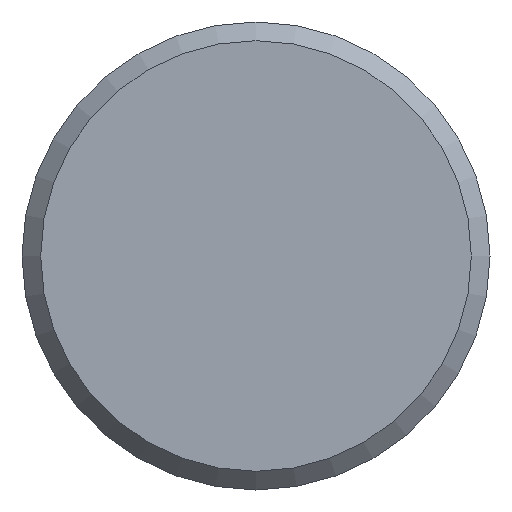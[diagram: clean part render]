
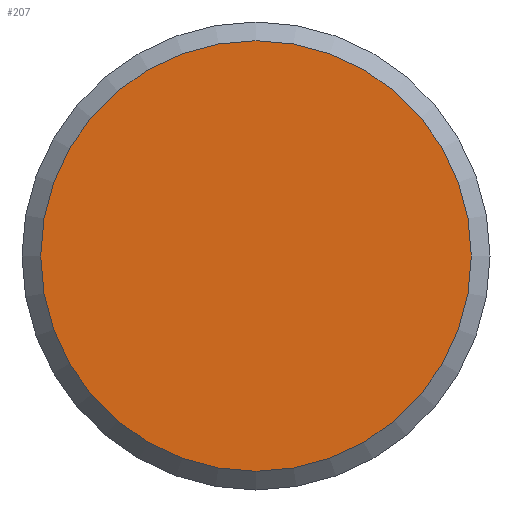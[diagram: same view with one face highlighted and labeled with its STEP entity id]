
A CAD part, front view. The second image highlights one B-rep face of the part: STEP entity #207.
In plain terms, the highlighted planar face has unit normal (0, -1, 0).
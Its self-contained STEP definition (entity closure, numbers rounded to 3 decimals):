
#66 = CONICAL_SURFACE('',#67,12.5,0.785);
#67 = AXIS2_PLACEMENT_3D('',#68,#69,#70);
#68 = CARTESIAN_POINT('',(0.,-67.,22.5));
#69 = DIRECTION('',(0.,1.,0.));
#70 = DIRECTION('',(1.,0.,0.));
#114 = VERTEX_POINT('',#115);
#115 = CARTESIAN_POINT('',(11.5,-68.,22.5));
#138 = EDGE_CURVE('',#114,#114,#139,.T.);
#139 = SURFACE_CURVE('',#140,(#145,#152),.PCURVE_S1.);
#140 = CIRCLE('',#141,11.5);
#141 = AXIS2_PLACEMENT_3D('',#142,#143,#144);
#142 = CARTESIAN_POINT('',(0.,-68.,22.5));
#143 = DIRECTION('',(0.,-1.,0.));
#144 = DIRECTION('',(1.,0.,0.));
#145 = PCURVE('',#66,#146);
#146 = DEFINITIONAL_REPRESENTATION('',(#147),#151);
#147 = LINE('',#148,#149);
#148 = CARTESIAN_POINT('',(-0.,-1.));
#149 = VECTOR('',#150,1.);
#150 = DIRECTION('',(-1.,-0.));
#151 = ( GEOMETRIC_REPRESENTATION_CONTEXT(2) 
PARAMETRIC_REPRESENTATION_CONTEXT() REPRESENTATION_CONTEXT('2D SPACE',''
  ) );
#152 = PCURVE('',#153,#158);
#153 = PLANE('',#154);
#154 = AXIS2_PLACEMENT_3D('',#155,#156,#157);
#155 = CARTESIAN_POINT('',(0.,-68.,22.5));
#156 = DIRECTION('',(0.,1.,0.));
#157 = DIRECTION('',(0.,0.,1.));
#158 = DEFINITIONAL_REPRESENTATION('',(#159),#167);
#159 = ( BOUNDED_CURVE() B_SPLINE_CURVE(2,(#160,#161,#162,#163,#164,#165
,#166),.UNSPECIFIED.,.T.,.F.) B_SPLINE_CURVE_WITH_KNOTS((1,2,2,2,2,1),(
    -2.094,0.,2.094,4.189,6.283,
8.378),.UNSPECIFIED.) CURVE() GEOMETRIC_REPRESENTATION_ITEM() 
RATIONAL_B_SPLINE_CURVE((1.,0.5,1.,0.5,1.,0.5,1.)) REPRESENTATION_ITEM(
  '') );
#160 = CARTESIAN_POINT('',(0.,11.5));
#161 = CARTESIAN_POINT('',(19.919,11.5));
#162 = CARTESIAN_POINT('',(9.959,-5.75));
#163 = CARTESIAN_POINT('',(0.,-23.));
#164 = CARTESIAN_POINT('',(-9.959,-5.75));
#165 = CARTESIAN_POINT('',(-19.919,11.5));
#166 = CARTESIAN_POINT('',(0.,11.5));
#167 = ( GEOMETRIC_REPRESENTATION_CONTEXT(2) 
PARAMETRIC_REPRESENTATION_CONTEXT() REPRESENTATION_CONTEXT('2D SPACE',''
  ) );
#207 = ADVANCED_FACE('',(#208),#153,.F.);
#208 = FACE_BOUND('',#209,.F.);
#209 = EDGE_LOOP('',(#210));
#210 = ORIENTED_EDGE('',*,*,#138,.F.);
